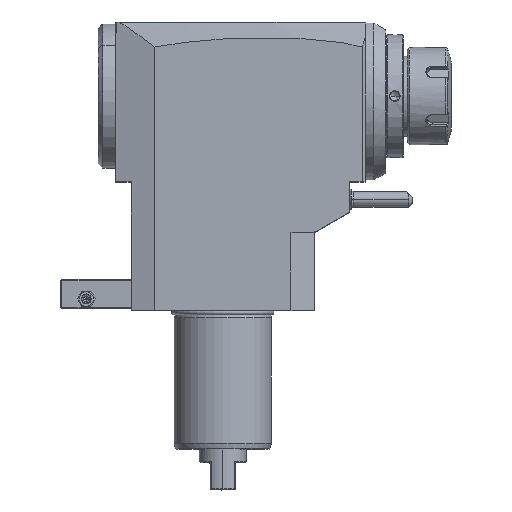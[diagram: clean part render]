
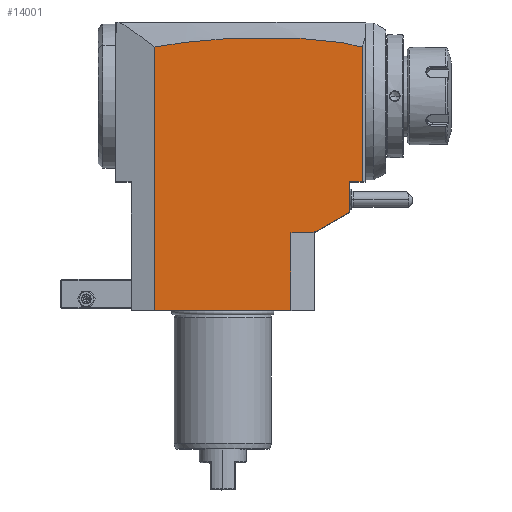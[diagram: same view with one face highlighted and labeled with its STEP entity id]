
A CAD part, top view. The second image highlights one B-rep face of the part: STEP entity #14001.
In plain terms, the highlighted planar face has unit normal (0, 0, 1).
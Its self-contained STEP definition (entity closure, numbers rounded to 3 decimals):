
#9=DIRECTION('',(-1.,0.,0.));
#10=VECTOR('',#9,70.);
#11=CARTESIAN_POINT('',(35.,0.,44.));
#12=LINE('',#11,#10);
#4198=DIRECTION('',(1.,0.,0.));
#4199=VECTOR('',#4198,11.);
#4200=CARTESIAN_POINT('',(35.,40.,44.));
#4201=LINE('',#4200,#4199);
#4214=DIRECTION('',(0.,1.,0.));
#4215=VECTOR('',#4214,40.);
#4216=CARTESIAN_POINT('',(35.,0.,44.));
#4217=LINE('',#4216,#4215);
#4246=DIRECTION('',(0.,-1.,0.));
#4247=VECTOR('',#4246,15.608);
#4248=CARTESIAN_POINT('',(65.,66.,44.));
#4249=LINE('',#4248,#4247);
#4250=DIRECTION('',(-0.866,-0.5,0.));
#4251=VECTOR('',#4250,20.785);
#4252=CARTESIAN_POINT('',(65.,50.392,44.));
#4253=LINE('',#4252,#4251);
#4254=DIRECTION('',(0.,1.,0.));
#4255=VECTOR('',#4254,0.577);
#4256=CARTESIAN_POINT('',(47.,40.,44.));
#4257=LINE('',#4256,#4255);
#4258=DIRECTION('',(0.866,0.5,0.));
#4259=VECTOR('',#4258,1.155);
#4260=CARTESIAN_POINT('',(46.,40.,44.));
#4261=LINE('',#4260,#4259);
#4262=DIRECTION('',(0.,1.,0.));
#4263=VECTOR('',#4262,135.17);
#4264=CARTESIAN_POINT('',(-35.,0.,44.));
#4265=LINE('',#4264,#4263);
#4266=CARTESIAN_POINT('',(71.5,135.054,44.));
#4267=CARTESIAN_POINT('',(71.18,135.166,44.));
#4268=CARTESIAN_POINT('',(70.509,135.39,44.));
#4269=CARTESIAN_POINT('',(69.397,135.724,44.));
#4270=CARTESIAN_POINT('',(68.211,136.047,44.));
#4271=CARTESIAN_POINT('',(66.971,136.354,44.));
#4272=CARTESIAN_POINT('',(65.708,136.64,44.));
#4273=CARTESIAN_POINT('',(64.374,136.918,44.));
#4274=CARTESIAN_POINT('',(62.911,137.197,44.));
#4275=CARTESIAN_POINT('',(61.261,137.484,44.));
#4276=CARTESIAN_POINT('',(59.372,137.782,44.));
#4277=CARTESIAN_POINT('',(57.232,138.085,44.));
#4278=CARTESIAN_POINT('',(54.828,138.387,44.));
#4279=CARTESIAN_POINT('',(52.129,138.684,44.));
#4280=CARTESIAN_POINT('',(49.053,138.976,44.));
#4281=CARTESIAN_POINT('',(45.528,139.255,44.));
#4282=CARTESIAN_POINT('',(41.549,139.509,44.));
#4283=CARTESIAN_POINT('',(37.123,139.723,44.));
#4284=CARTESIAN_POINT('',(32.423,139.878,44.));
#4285=CARTESIAN_POINT('',(27.572,139.968,44.));
#4286=CARTESIAN_POINT('',(22.564,139.991,44.));
#4287=CARTESIAN_POINT('',(17.441,139.945,44.));
#4288=CARTESIAN_POINT('',(12.279,139.829,44.));
#4289=CARTESIAN_POINT('',(7.106,139.645,44.));
#4290=CARTESIAN_POINT('',(1.893,139.391,44.));
#4291=CARTESIAN_POINT('',(-3.258,139.068,44.));
#4292=CARTESIAN_POINT('',(-8.115,138.697,44.));
#4293=CARTESIAN_POINT('',(-12.527,138.3,44.));
#4294=CARTESIAN_POINT('',(-16.624,137.878,44.));
#4295=CARTESIAN_POINT('',(-20.51,137.427,44.));
#4296=CARTESIAN_POINT('',(-24.294,136.933,44.));
#4297=CARTESIAN_POINT('',(-27.974,136.396,44.));
#4298=CARTESIAN_POINT('',(-31.55,135.812,44.));
#4299=CARTESIAN_POINT('',(-33.862,135.39,44.));
#4300=CARTESIAN_POINT('',(-35.,135.17,44.));
#4302=DIRECTION('',(0.,-1.,0.));
#4303=VECTOR('',#4302,69.054);
#4304=CARTESIAN_POINT('',(71.5,135.054,44.));
#4305=LINE('',#4304,#4303);
#4306=DIRECTION('',(1.,0.,0.));
#4307=VECTOR('',#4306,6.5);
#4308=CARTESIAN_POINT('',(65.,66.,44.));
#4309=LINE('',#4308,#4307);
#9446=VERTEX_POINT('',#4266);
#9447=VERTEX_POINT('',#4300);
#9459=CARTESIAN_POINT('',(71.5,66.,44.));
#9460=VERTEX_POINT('',#9459);
#9479=CARTESIAN_POINT('',(35.,40.,44.));
#9480=CARTESIAN_POINT('',(46.,40.,44.));
#9481=VERTEX_POINT('',#9479);
#9482=VERTEX_POINT('',#9480);
#9812=CARTESIAN_POINT('',(35.,0.,44.));
#9813=CARTESIAN_POINT('',(-35.,0.,44.));
#9814=VERTEX_POINT('',#9812);
#9815=VERTEX_POINT('',#9813);
#9826=CARTESIAN_POINT('',(65.,50.392,44.));
#9827=CARTESIAN_POINT('',(47.,40.,44.));
#9828=VERTEX_POINT('',#9826);
#9829=VERTEX_POINT('',#9827);
#9882=CARTESIAN_POINT('',(47.,40.577,44.));
#9884=VERTEX_POINT('',#9882);
#9944=CARTESIAN_POINT('',(65.,66.,44.));
#9945=VERTEX_POINT('',#9944);
#13979=CARTESIAN_POINT('',(-53.475,40.,44.));
#13980=DIRECTION('',(0.,0.,1.));
#13981=DIRECTION('',(1.,0.,0.));
#13982=AXIS2_PLACEMENT_3D('',#13979,#13980,#13981);
#13983=PLANE('',#13982);
#13985=ORIENTED_EDGE('',*,*,#13984,.F.);
#13987=ORIENTED_EDGE('',*,*,#13986,.T.);
#13988=ORIENTED_EDGE('',*,*,#13899,.T.);
#13990=ORIENTED_EDGE('',*,*,#13989,.T.);
#13992=ORIENTED_EDGE('',*,*,#13991,.F.);
#13993=ORIENTED_EDGE('',*,*,#13919,.F.);
#13994=ORIENTED_EDGE('',*,*,#13936,.F.);
#13995=ORIENTED_EDGE('',*,*,#9963,.T.);
#13996=ORIENTED_EDGE('',*,*,#10117,.T.);
#13997=ORIENTED_EDGE('',*,*,#10577,.F.);
#13998=ORIENTED_EDGE('',*,*,#10594,.T.);
#13999=EDGE_LOOP('',(#13985,#13987,#13988,#13990,#13992,#13993,#13994,#13995,
#13996,#13997,#13998));
#14000=FACE_OUTER_BOUND('',#13999,.F.);
#4301=B_SPLINE_CURVE_WITH_KNOTS('',3,(#4266,#4267,#4268,#4269,#4270,#4271,#4272,
#4273,#4274,#4275,#4276,#4277,#4278,#4279,#4280,#4281,#4282,#4283,#4284,#4285,
#4286,#4287,#4288,#4289,#4290,#4291,#4292,#4293,#4294,#4295,#4296,#4297,#4298,
#4299,#4300),.UNSPECIFIED.,.F.,.F.,(4,1,1,1,1,1,1,1,1,1,1,1,1,1,1,1,1,1,1,1,1,1,
1,1,1,1,1,1,1,1,1,1,4),(0.,0.031,0.063,0.094,0.125,0.156,
0.188,0.219,0.25,0.281,0.313,0.344,0.375,0.406,
0.438,0.469,0.5,0.531,0.563,0.594,0.625,0.656,
0.688,0.719,0.75,0.781,0.813,0.844,0.875,0.906,
0.938,0.969,1.),.UNSPECIFIED.);
#9963=EDGE_CURVE('',#9814,#9815,#12,.T.);
#10117=EDGE_CURVE('',#9815,#9447,#4265,.T.);
#10577=EDGE_CURVE('',#9446,#9447,#4301,.T.);
#10594=EDGE_CURVE('',#9446,#9460,#4305,.T.);
#13899=EDGE_CURVE('',#9828,#9829,#4253,.T.);
#13919=EDGE_CURVE('',#9481,#9482,#4201,.T.);
#13936=EDGE_CURVE('',#9814,#9481,#4217,.T.);
#13984=EDGE_CURVE('',#9945,#9460,#4309,.T.);
#13986=EDGE_CURVE('',#9945,#9828,#4249,.T.);
#13989=EDGE_CURVE('',#9829,#9884,#4257,.T.);
#13991=EDGE_CURVE('',#9482,#9884,#4261,.T.);
#14001=ADVANCED_FACE('',(#14000),#13983,.T.);
